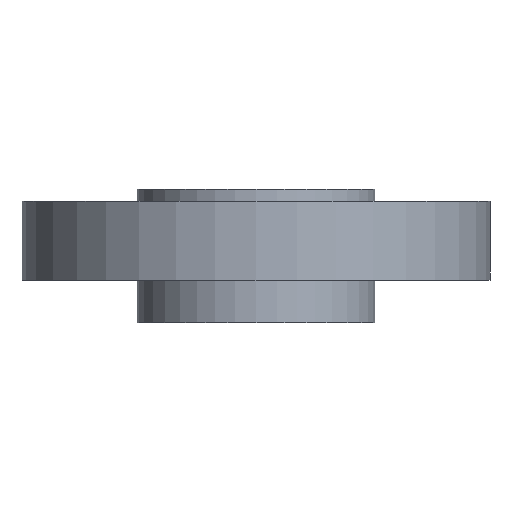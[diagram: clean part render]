
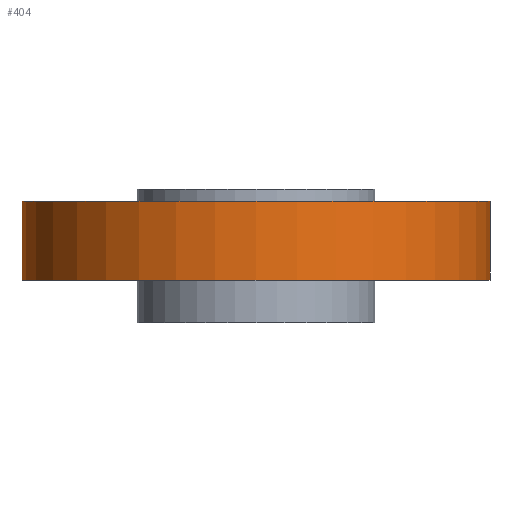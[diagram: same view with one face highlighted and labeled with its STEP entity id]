
A CAD part, front view. The second image highlights one B-rep face of the part: STEP entity #404.
In plain terms, the highlighted cylindrical face has radius 122.174 mm (diameter 244.348 mm), a partial arc.
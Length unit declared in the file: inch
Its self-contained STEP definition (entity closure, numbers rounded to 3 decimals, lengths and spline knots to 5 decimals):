
#26 = FACE_OUTER_BOUND ( 'NONE', #988, .T. ) ;
#47 = EDGE_CURVE ( 'NONE', #347, #907, #560, .T. ) ;
#57 = DIRECTION ( 'NONE',  ( 0., 0., 1. ) ) ;
#160 = ORIENTED_EDGE ( 'NONE', *, *, #803, .F. ) ;
#202 = ORIENTED_EDGE ( 'NONE', *, *, #47, .T. ) ;
#233 = ORIENTED_EDGE ( 'NONE', *, *, #512, .F. ) ;
#251 = CIRCLE ( 'NONE', #816, 4.81 ) ;
#310 = AXIS2_PLACEMENT_3D ( 'NONE', #941, #1017, #874 ) ;
#339 = DIRECTION ( 'NONE',  ( 0., 0., 1. ) ) ;
#347 = VERTEX_POINT ( 'NONE', #454 ) ;
#364 = CYLINDRICAL_SURFACE ( 'NONE', #310, 4.81 ) ;
#375 = CARTESIAN_POINT ( 'NONE',  ( -4.81, 0., -0.25 ) ) ;
#385 = CARTESIAN_POINT ( 'NONE',  ( -4.81, 0., -15.47473 ) ) ;
#404 = ADVANCED_FACE ( 'NONE', ( #26 ), #364, .T. ) ;
#454 = CARTESIAN_POINT ( 'NONE',  ( 4.81, 0., -1.87 ) ) ;
#461 = CARTESIAN_POINT ( 'NONE',  ( -4.81, 0., -1.87 ) ) ;
#470 = CARTESIAN_POINT ( 'NONE',  ( 0., 0., -1.87 ) ) ;
#473 = CARTESIAN_POINT ( 'NONE',  ( 4.81, 0., -15.47473 ) ) ;
#484 = DIRECTION ( 'NONE',  ( 1., 0., 0. ) ) ;
#491 = AXIS2_PLACEMENT_3D ( 'NONE', #470, #568, #484 ) ;
#509 = DIRECTION ( 'NONE',  ( 1., 0., 0. ) ) ;
#512 = EDGE_CURVE ( 'NONE', #569, #1039, #985, .T. ) ;
#560 = LINE ( 'NONE', #473, #781 ) ;
#568 = DIRECTION ( 'NONE',  ( 0., 0., -1. ) ) ;
#569 = VERTEX_POINT ( 'NONE', #461 ) ;
#590 = CARTESIAN_POINT ( 'NONE',  ( 0., 0., -0.25 ) ) ;
#781 = VECTOR ( 'NONE', #893, 39.37008 ) ;
#799 = ORIENTED_EDGE ( 'NONE', *, *, #918, .F. ) ;
#803 = EDGE_CURVE ( 'NONE', #347, #569, #973, .T. ) ;
#816 = AXIS2_PLACEMENT_3D ( 'NONE', #590, #339, #509 ) ;
#869 = VECTOR ( 'NONE', #57, 39.37008 ) ;
#874 = DIRECTION ( 'NONE',  ( 1., 0., 0. ) ) ;
#893 = DIRECTION ( 'NONE',  ( 0., 0., 1. ) ) ;
#907 = VERTEX_POINT ( 'NONE', #919 ) ;
#918 = EDGE_CURVE ( 'NONE', #1039, #907, #251, .T. ) ;
#919 = CARTESIAN_POINT ( 'NONE',  ( 4.81, 0., -0.25 ) ) ;
#941 = CARTESIAN_POINT ( 'NONE',  ( 0., 0., -15.47473 ) ) ;
#973 = CIRCLE ( 'NONE', #491, 4.81 ) ;
#985 = LINE ( 'NONE', #385, #869 ) ;
#988 = EDGE_LOOP ( 'NONE', ( #233, #160, #202, #799 ) ) ;
#1017 = DIRECTION ( 'NONE',  ( 0., 0., 1. ) ) ;
#1039 = VERTEX_POINT ( 'NONE', #375 ) ;
